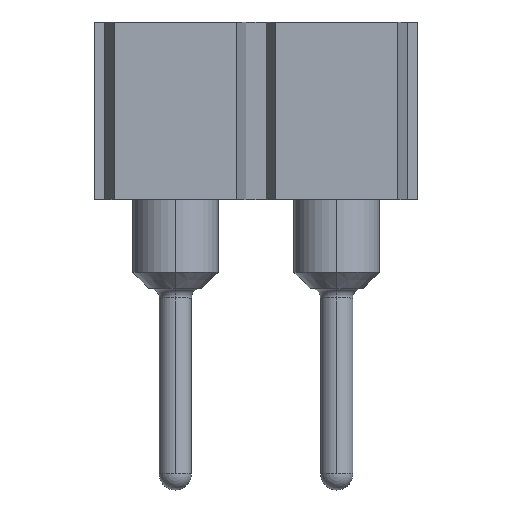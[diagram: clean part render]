
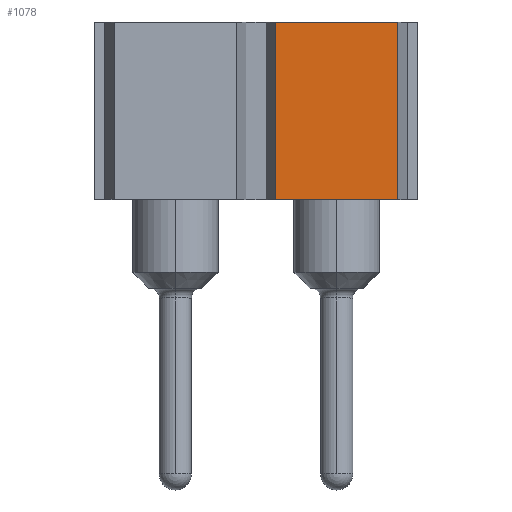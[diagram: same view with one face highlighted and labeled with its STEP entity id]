
A CAD part, top view. The second image highlights one B-rep face of the part: STEP entity #1078.
In plain terms, the highlighted planar face has unit normal (0, 0, 1).
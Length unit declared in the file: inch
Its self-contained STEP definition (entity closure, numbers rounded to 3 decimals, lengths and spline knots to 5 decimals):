
#43 = VERTEX_POINT ( 'NONE', #978 ) ;
#45 = ORIENTED_EDGE ( 'NONE', *, *, #252, .T. ) ;
#213 = CARTESIAN_POINT ( 'NONE',  ( 0.17593, -0.11, 0. ) ) ;
#220 = EDGE_CURVE ( 'NONE', #944, #392, #612, .T. ) ;
#252 = EDGE_CURVE ( 'NONE', #392, #43, #319, .T. ) ;
#319 = LINE ( 'NONE', #774, #913 ) ;
#371 = VECTOR ( 'NONE', #1752, 39.37008 ) ;
#392 = VERTEX_POINT ( 'NONE', #213 ) ;
#426 = ORIENTED_EDGE ( 'NONE', *, *, #1826, .F. ) ;
#485 = VECTOR ( 'NONE', #1476, 39.37008 ) ;
#529 = CARTESIAN_POINT ( 'NONE',  ( 0., 0., 0. ) ) ;
#555 = DIRECTION ( 'NONE',  ( 1., 0., 0. ) ) ;
#612 = LINE ( 'NONE', #897, #371 ) ;
#739 = EDGE_CURVE ( 'NONE', #788, #43, #1122, .T. ) ;
#774 = CARTESIAN_POINT ( 'NONE',  ( 0.17593, -0.11, 0. ) ) ;
#788 = VERTEX_POINT ( 'NONE', #872 ) ;
#819 = AXIS2_PLACEMENT_3D ( 'NONE', #1652, #1516, #555 ) ;
#832 = FACE_OUTER_BOUND ( 'NONE', #1169, .T. ) ;
#872 = CARTESIAN_POINT ( 'NONE',  ( 0.1, 0., 0. ) ) ;
#897 = CARTESIAN_POINT ( 'NONE',  ( 0., -0.11, 0. ) ) ;
#913 = VECTOR ( 'NONE', #1318, 39.37008 ) ;
#944 = VERTEX_POINT ( 'NONE', #1711 ) ;
#978 = CARTESIAN_POINT ( 'NONE',  ( 0.17593, 0., 0. ) ) ;
#1078 = ADVANCED_FACE ( 'NONE', ( #832 ), #1092, .T. ) ;
#1080 = ORIENTED_EDGE ( 'NONE', *, *, #739, .F. ) ;
#1092 = PLANE ( 'NONE',  #819 ) ;
#1122 = LINE ( 'NONE', #529, #485 ) ;
#1169 = EDGE_LOOP ( 'NONE', ( #426, #1399, #45, #1080 ) ) ;
#1318 = DIRECTION ( 'NONE',  ( 0., 1., 0. ) ) ;
#1353 = CARTESIAN_POINT ( 'NONE',  ( 0.1, -0.11, 0. ) ) ;
#1399 = ORIENTED_EDGE ( 'NONE', *, *, #220, .T. ) ;
#1476 = DIRECTION ( 'NONE',  ( 1., 0., 0. ) ) ;
#1516 = DIRECTION ( 'NONE',  ( 0., 0., 1. ) ) ;
#1530 = VECTOR ( 'NONE', #1608, 39.37008 ) ;
#1608 = DIRECTION ( 'NONE',  ( 0., 1., 0. ) ) ;
#1652 = CARTESIAN_POINT ( 'NONE',  ( 0., -0.11, 0. ) ) ;
#1711 = CARTESIAN_POINT ( 'NONE',  ( 0.1, -0.11, 0. ) ) ;
#1748 = LINE ( 'NONE', #1353, #1530 ) ;
#1752 = DIRECTION ( 'NONE',  ( 1., 0., 0. ) ) ;
#1826 = EDGE_CURVE ( 'NONE', #944, #788, #1748, .T. ) ;
